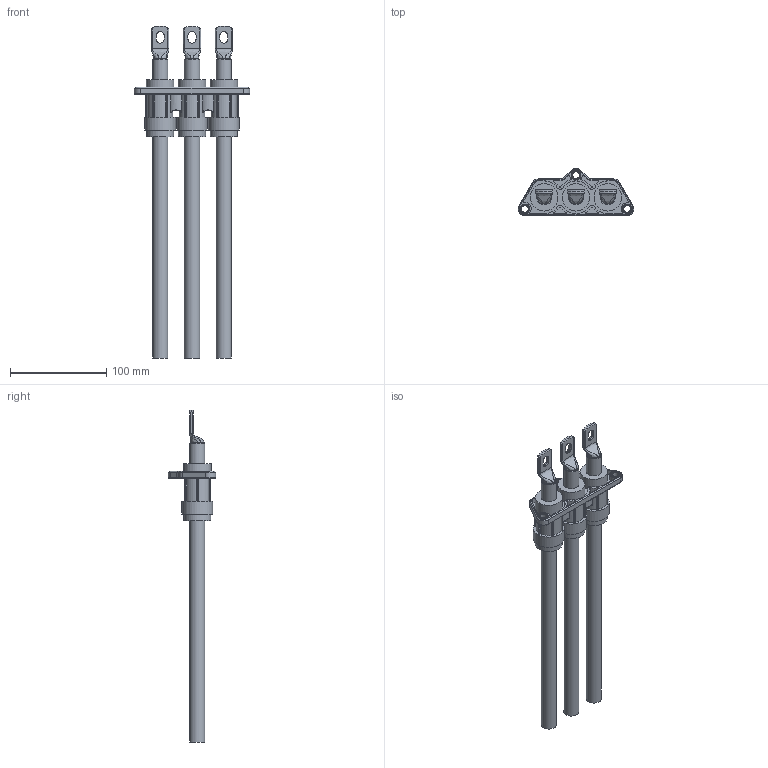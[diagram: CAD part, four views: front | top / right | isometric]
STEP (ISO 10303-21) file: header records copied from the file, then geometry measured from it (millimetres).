
FILE_DESCRIPTION(/* description */ (''),/* implementation_level */ '2;1');
FILE_NAME(/* name */ 'PE326899.stp',/* time_stamp */ '2015-11-16T19:08:27+08:00',/* author */ (''),/* organization */ (''),/* preprocessor_version */ 'ST-DEVELOPER v15',/* originating_system */ 'SIEMENS PLM Software NX 9.0',/* authorisation */ '');
FILE_SCHEMA (('CONFIG_CONTROL_DESIGN'));
Length unit declared in the file: millimetre
Products named in the file (1): PE326899
Bounding box: 120 x 48.97 x 344.3 mm (x, y, z)
Volume: 278369.3 mm3; surface area: 76508.6 mm2
Topology: 1 solids, 1 shells, 522 faces, 1384 edges, 875 vertices
Faces by surface type: cylinder 213, plane 149, bspline 68, torus 50, cone 24, sphere 18
Full cylindrical faces by diameter (mm): 15.8 x6, 28.046 x3, 28.5 x3, 31.872 x3
Entity records: 19405 total; most frequent: CARTESIAN_POINT 6849, ORIENTED_EDGE 2648, DIRECTION 2552, EDGE_CURVE 1324, AXIS2_PLACEMENT_3D 1011, VERTEX_POINT 865, EDGE_LOOP 595, CIRCLE 556
